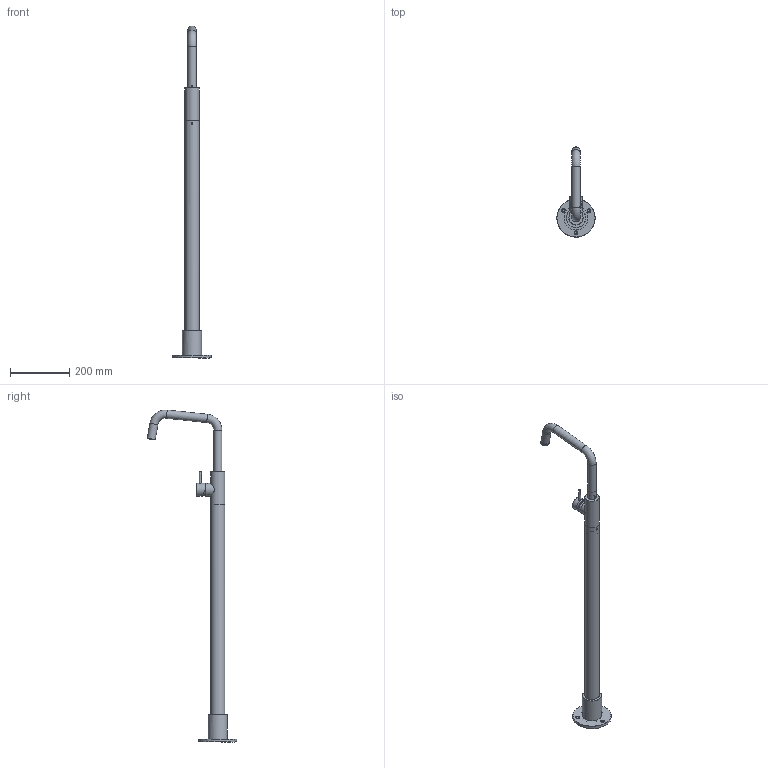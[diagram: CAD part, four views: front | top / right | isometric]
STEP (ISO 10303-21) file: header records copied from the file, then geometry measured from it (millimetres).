
FILE_DESCRIPTION(/* description */ ('Unknown'),/* implementation_level */ '2;1');
FILE_NAME(/* name */ 'AR078W',/* time_stamp */ '2022-12-12T15:11:34+01:00',/* author */ ('Unknown'),/* organization */ ('Unknown'),/* preprocessor_version */ 'ST-DEVELOPER v16.7',/* originating_system */ 'DEX',/* authorisation */ $);
FILE_SCHEMA (('AUTOMOTIVE_DESIGN {1 0 10303 214 3 1 1}'));
Length unit declared in the file: millimetre
Products named in the file (18): AR078W-00; AR077-04; AR031-04; AR077-001_oa_0; AR031-08; AR077 leva mix; AR078-01; CB078W-001_oa_1; B077-27; AR077-009_oa_2; B077-12; AR077-009_oa_3; AR077-03; AR078-02; AR004-04; AR087-01; AR077-25; AR077-009_oa_4
Assembly tree (19 placements, depth 3):
  AR078W-00
    AR077-04
    AR031-04
    AR077-001_oa_0
      AR031-08
      AR077 leva mix
    AR078-01
    CB078W-001_oa_1
      B077-27
    AR077-009_oa_2
      B077-12
    AR077-009_oa_3
      B077-12
    AR077-03
    AR078-02
    AR004-04
    AR087-01
    AR077-25
    AR077-009_oa_4
      B077-12
Bounding box: 129.5 x 303.5 x 1122.57 mm (x, y, z)
Volume: 797635.9 mm3; surface area: 393879.6 mm2
Topology: 15 solids, 15 shells, 404 faces, 980 edges, 651 vertices
Faces by surface type: plane 192, cylinder 112, bspline 43, cone 41, torus 15, sphere 1
Full cylindrical faces by diameter (mm): 4 x1, 4.2 x2, 4.8 x1, 4.917 x1, 5 x2, 5.1 x1, 6 x1, 6.4 x3, 7 x4, 7.9 x1, 8 x3, 8.2 x1, 8.917 x4, 10 x1, 10.5 x3, 10.7 x2, 12.2 x6, 12.5 x3, 18 x2, 21.6 x2, 22.917 x4, 23 x3, 23.472 x2, 24 x1, 24.2 x1, 24.5 x2, 28 x3, 28.5 x1, 32.5 x1, 34 x1
Entity records: 12298 total; most frequent: CARTESIAN_POINT 2893, DIRECTION 1519, ORIENTED_EDGE 1404, EDGE_CURVE 702, FACE_BOUND 602, AXIS2_PLACEMENT_3D 601, EDGE_LOOP 594, VERTEX_POINT 540
